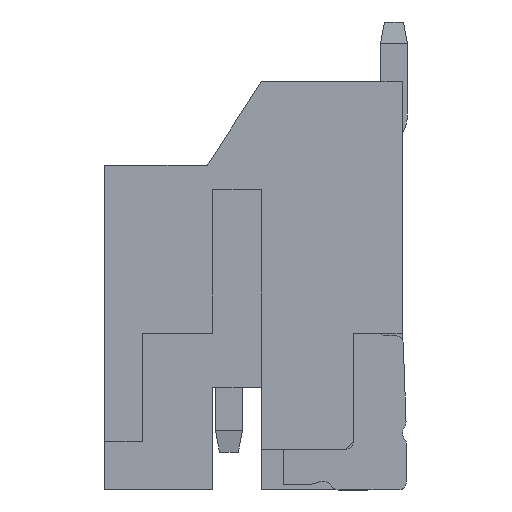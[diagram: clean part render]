
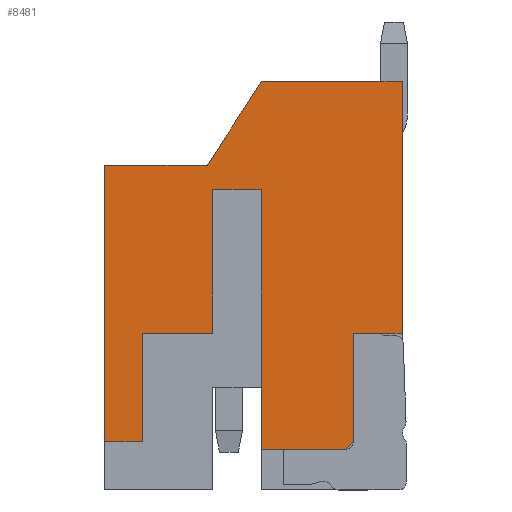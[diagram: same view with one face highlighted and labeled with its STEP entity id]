
A CAD part, left-side view. The second image highlights one B-rep face of the part: STEP entity #8481.
In plain terms, the highlighted planar face has unit normal (-1, 0, 0).
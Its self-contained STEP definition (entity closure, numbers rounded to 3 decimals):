
#1469=DIRECTION('',(0.,0.,-1.));
#1470=VECTOR('',#1469,5.1);
#1471=CARTESIAN_POINT('',(-11.95,0.,6.));
#1472=LINE('',#1471,#1470);
#1473=DIRECTION('',(0.,1.,0.));
#1474=VECTOR('',#1473,1.9);
#1475=CARTESIAN_POINT('',(-11.95,-1.9,6.));
#1476=LINE('',#1475,#1474);
#1477=DIRECTION('',(0.,0.542,-0.84));
#1478=VECTOR('',#1477,1.845);
#1479=CARTESIAN_POINT('',(-11.95,-2.9,7.55));
#1480=LINE('',#1479,#1478);
#1481=DIRECTION('',(0.,1.,0.));
#1482=VECTOR('',#1481,2.6);
#1483=CARTESIAN_POINT('',(-11.95,-5.5,7.55));
#1484=LINE('',#1483,#1482);
#1485=DIRECTION('',(0.,0.,1.));
#1486=VECTOR('',#1485,4.65);
#1487=CARTESIAN_POINT('',(-11.95,-5.5,2.9));
#1488=LINE('',#1487,#1486);
#1489=DIRECTION('',(0.,-0.707,0.707));
#1490=VECTOR('',#1489,0.212);
#1491=CARTESIAN_POINT('',(-11.95,-4.45,0.75));
#1492=LINE('',#1491,#1490);
#1493=DIRECTION('',(0.,-1.,0.));
#1494=VECTOR('',#1493,1.55);
#1495=CARTESIAN_POINT('',(-11.95,-2.9,0.75));
#1496=LINE('',#1495,#1494);
#1497=DIRECTION('',(0.,-1.,0.));
#1498=VECTOR('',#1497,1.3);
#1499=CARTESIAN_POINT('',(-11.95,-0.7,2.9));
#1500=LINE('',#1499,#1498);
#1505=DIRECTION('',(0.,0.,1.));
#1506=VECTOR('',#1505,2.65);
#1507=CARTESIAN_POINT('',(-11.95,-2.,2.9));
#1508=LINE('',#1507,#1506);
#1517=DIRECTION('',(0.,-1.,0.));
#1518=VECTOR('',#1517,0.9);
#1519=CARTESIAN_POINT('',(-11.95,-2.,5.55));
#1520=LINE('',#1519,#1518);
#1529=DIRECTION('',(0.,0.,-1.));
#1530=VECTOR('',#1529,4.8);
#1531=CARTESIAN_POINT('',(-11.95,-2.9,5.55));
#1532=LINE('',#1531,#1530);
#4643=DIRECTION('',(0.,-1.,0.));
#4644=VECTOR('',#4643,0.7);
#4645=CARTESIAN_POINT('',(-11.95,0.,0.9));
#4646=LINE('',#4645,#4644);
#4667=DIRECTION('',(0.,0.,1.));
#4668=VECTOR('',#4667,2.);
#4669=CARTESIAN_POINT('',(-11.95,-0.7,0.9));
#4670=LINE('',#4669,#4668);
#4787=DIRECTION('',(0.,-1.,0.));
#4788=VECTOR('',#4787,0.9);
#4789=CARTESIAN_POINT('',(-11.95,-4.6,2.9));
#4790=LINE('',#4789,#4788);
#4975=DIRECTION('',(0.,0.,1.));
#4976=VECTOR('',#4975,2.);
#4977=CARTESIAN_POINT('',(-11.95,-4.6,0.9));
#4978=LINE('',#4977,#4976);
#5771=CARTESIAN_POINT('',(-11.95,-1.9,6.));
#5772=VERTEX_POINT('',#5771);
#5773=CARTESIAN_POINT('',(-11.95,0.,6.));
#5774=VERTEX_POINT('',#5773);
#6021=CARTESIAN_POINT('',(-11.95,-5.5,2.9));
#6022=VERTEX_POINT('',#6021);
#6023=CARTESIAN_POINT('',(-11.95,-5.5,7.55));
#6024=VERTEX_POINT('',#6023);
#6061=CARTESIAN_POINT('',(-11.95,-2.9,0.75));
#6062=VERTEX_POINT('',#6061);
#6063=CARTESIAN_POINT('',(-11.95,-4.45,0.75));
#6064=VERTEX_POINT('',#6063);
#6131=CARTESIAN_POINT('',(-11.95,0.,0.9));
#6132=VERTEX_POINT('',#6131);
#6153=CARTESIAN_POINT('',(-11.95,-2.9,7.55));
#6154=VERTEX_POINT('',#6153);
#6155=CARTESIAN_POINT('',(-11.95,-0.7,2.9));
#6156=CARTESIAN_POINT('',(-11.95,-2.,2.9));
#6157=VERTEX_POINT('',#6155);
#6158=VERTEX_POINT('',#6156);
#6159=CARTESIAN_POINT('',(-11.95,-0.7,0.9));
#6160=VERTEX_POINT('',#6159);
#6161=CARTESIAN_POINT('',(-11.95,-4.6,2.9));
#6162=VERTEX_POINT('',#6161);
#6163=CARTESIAN_POINT('',(-11.95,-4.6,0.9));
#6164=VERTEX_POINT('',#6163);
#6165=CARTESIAN_POINT('',(-11.95,-2.9,5.55));
#6166=VERTEX_POINT('',#6165);
#6167=CARTESIAN_POINT('',(-11.95,-2.,5.55));
#6168=VERTEX_POINT('',#6167);
#8447=CARTESIAN_POINT('',(-11.95,-2.75,4.15));
#8448=DIRECTION('',(1.,0.,0.));
#8449=DIRECTION('',(0.,-1.,0.));
#8450=AXIS2_PLACEMENT_3D('',#8447,#8448,#8449);
#8451=PLANE('',#8450);
#8453=ORIENTED_EDGE('',*,*,#8452,.F.);
#8455=ORIENTED_EDGE('',*,*,#8454,.F.);
#8457=ORIENTED_EDGE('',*,*,#8456,.F.);
#8459=ORIENTED_EDGE('',*,*,#8458,.F.);
#8461=ORIENTED_EDGE('',*,*,#8460,.F.);
#8463=ORIENTED_EDGE('',*,*,#8462,.F.);
#8465=ORIENTED_EDGE('',*,*,#8464,.F.);
#8466=ORIENTED_EDGE('',*,*,#7899,.F.);
#8468=ORIENTED_EDGE('',*,*,#8467,.F.);
#8470=ORIENTED_EDGE('',*,*,#8469,.F.);
#8471=ORIENTED_EDGE('',*,*,#8435,.F.);
#8472=ORIENTED_EDGE('',*,*,#8008,.F.);
#8474=ORIENTED_EDGE('',*,*,#8473,.F.);
#8476=ORIENTED_EDGE('',*,*,#8475,.F.);
#8478=ORIENTED_EDGE('',*,*,#8477,.F.);
#8479=EDGE_LOOP('',(#8453,#8455,#8457,#8459,#8461,#8463,#8465,#8466,#8468,#8470,
#8471,#8472,#8474,#8476,#8478));
#8480=FACE_OUTER_BOUND('',#8479,.F.);
#7899=EDGE_CURVE('',#6022,#6024,#1488,.T.);
#8008=EDGE_CURVE('',#6062,#6064,#1496,.T.);
#8435=EDGE_CURVE('',#6064,#6164,#1492,.T.);
#8452=EDGE_CURVE('',#6157,#6158,#1500,.T.);
#8454=EDGE_CURVE('',#6160,#6157,#4670,.T.);
#8456=EDGE_CURVE('',#6132,#6160,#4646,.T.);
#8458=EDGE_CURVE('',#5774,#6132,#1472,.T.);
#8460=EDGE_CURVE('',#5772,#5774,#1476,.T.);
#8462=EDGE_CURVE('',#6154,#5772,#1480,.T.);
#8464=EDGE_CURVE('',#6024,#6154,#1484,.T.);
#8467=EDGE_CURVE('',#6162,#6022,#4790,.T.);
#8469=EDGE_CURVE('',#6164,#6162,#4978,.T.);
#8473=EDGE_CURVE('',#6166,#6062,#1532,.T.);
#8475=EDGE_CURVE('',#6168,#6166,#1520,.T.);
#8477=EDGE_CURVE('',#6158,#6168,#1508,.T.);
#8481=ADVANCED_FACE('',(#8480),#8451,.F.);
